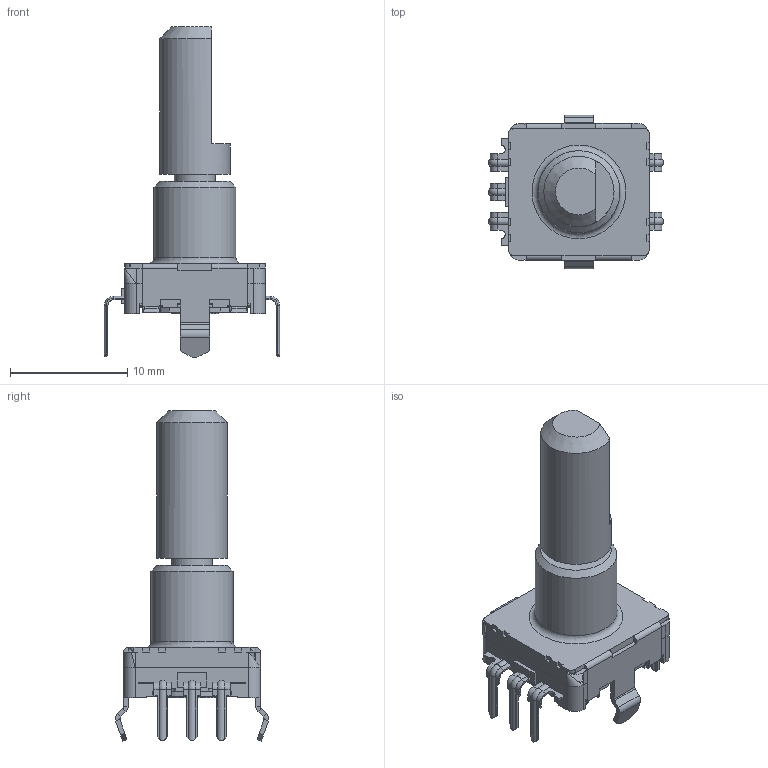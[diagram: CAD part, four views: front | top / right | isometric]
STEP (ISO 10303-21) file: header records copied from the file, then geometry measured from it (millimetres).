
FILE_DESCRIPTION(('FreeCAD Model'),'2;1');
FILE_NAME('ROT_EC11E_2.step','2021-02-01T02:14:28',('Author'),(''), 'Open CASCADE STEP processor 7.5','FreeCAD','Unknown');
FILE_SCHEMA(('AUTOMOTIVE_DESIGN { 1 0 10303 214 1 1 1 1 }'));
Length unit declared in the file: millimetre
Products named in the file (1): (Unsaved)
Bounding box: 14.95 x 13.1 x 28.2 mm (x, y, z)
Volume: 1111.2 mm3; surface area: 1255.9 mm2
Topology: 1 solids, 1 shells, 532 faces, 1355 edges, 836 vertices
Faces by surface type: plane 395, cylinder 113, torus 12, bspline 8, cone 4
Full cylindrical faces by diameter (mm): 1 x1, 2 x1, 3.3 x1, 3.5 x1, 3.51 x1, 4 x1, 6 x1, 7 x1
Entity records: 20297 total; most frequent: CARTESIAN_POINT 3695, ORIENTED_EDGE 2708, DIRECTION 2609, EDGE_CURVE 1354, LINE 1089, VECTOR 1089, VERTEX_POINT 836, AXIS2_PLACEMENT_3D 760
